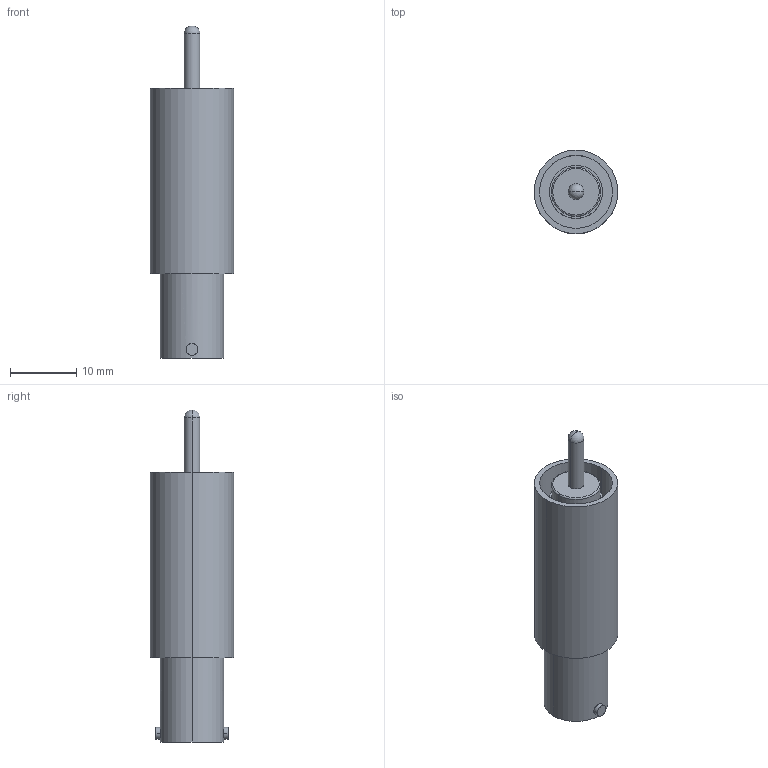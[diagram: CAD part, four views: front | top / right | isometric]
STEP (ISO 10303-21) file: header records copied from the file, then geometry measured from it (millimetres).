
FILE_DESCRIPTION(('STEP AP214'),'1');
FILE_NAME('tmp0.STP',' ',(' '),(' '),'XStep 1.0',' ',' ');
FILE_SCHEMA(('automotive_design'));
Length unit declared in the file: millimetre
Bounding box: 12.6 x 12.6 x 50.1 mm (x, y, z)
Volume: 3085.7 mm3; surface area: 3597.7 mm2
Topology: 1 solids, 1 shells, 37 faces, 74 edges, 47 vertices
Faces by surface type: cylinder 22, plane 11, torus 2, sphere 2
Entity records: 1348 total; most frequent: CARTESIAN_POINT 225, DIRECTION 190, ORIENTED_EDGE 144, AXIS2_PLACEMENT_3D 84, EDGE_CURVE 72, EDGE_LOOP 47, VERTEX_POINT 47, CIRCLE 46
